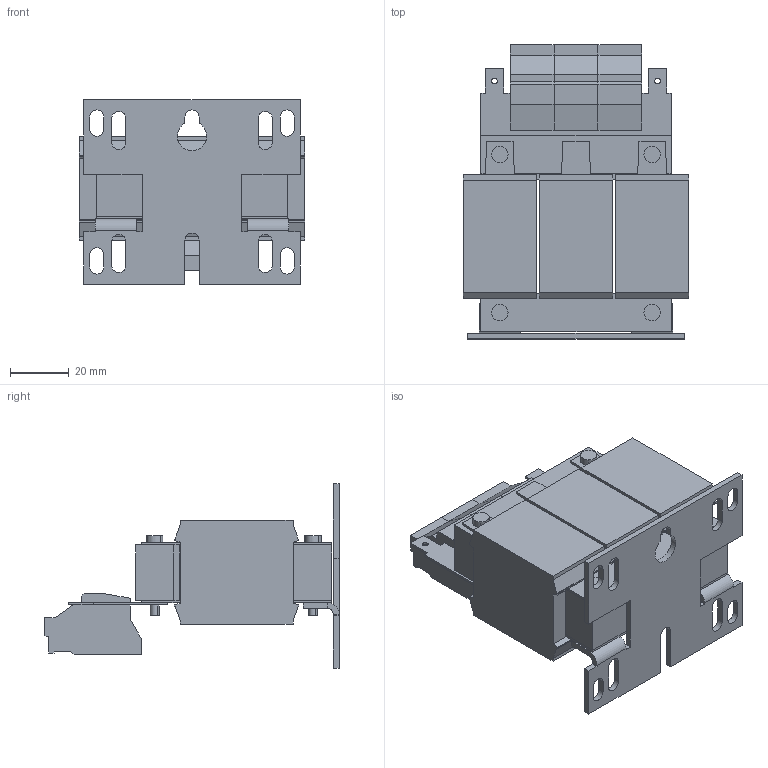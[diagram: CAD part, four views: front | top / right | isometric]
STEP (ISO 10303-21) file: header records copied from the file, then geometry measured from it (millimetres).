
FILE_DESCRIPTION (( 'STEP AP214' ), '1' );
FILE_NAME ('381458.STEP', '2021-09-24T06:24:07', ( '' ), ( '' ), 'SwSTEP 2.0', 'SolidWorks 2018', '' );
FILE_SCHEMA (( 'AUTOMOTIVE_DESIGN' ));
Length unit declared in the file: millimetre
Products named in the file (1): 381458
Bounding box: 77 x 100.5 x 63 mm (x, y, z)
Volume: 174268.5 mm3; surface area: 43528.3 mm2
Topology: 1 solids, 1 shells, 454 faces, 1188 edges, 762 vertices
Faces by surface type: plane 381, cylinder 73
Entity records: 13776 total; most frequent: CARTESIAN_POINT 2405, ORIENTED_EDGE 2376, DIRECTION 2244, EDGE_CURVE 1188, VECTOR 1042, LINE 1042, VERTEX_POINT 762, AXIS2_PLACEMENT_3D 601
